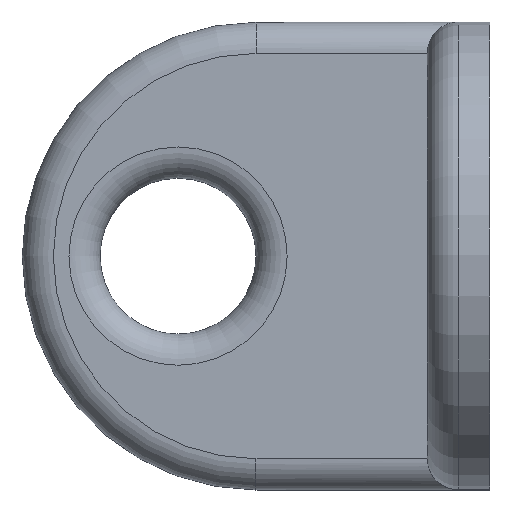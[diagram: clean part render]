
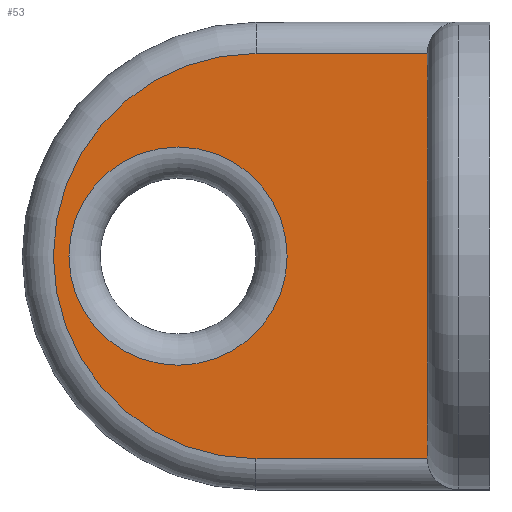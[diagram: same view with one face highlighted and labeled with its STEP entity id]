
A CAD part, top view. The second image highlights one B-rep face of the part: STEP entity #53.
In plain terms, the highlighted planar face has unit normal (0, 0, 1).
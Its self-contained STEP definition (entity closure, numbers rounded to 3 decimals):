
#53=ADVANCED_FACE('',(#215,#217),#219,.T.);
#215=FACE_BOUND('',#216,.T.);
#216=EDGE_LOOP('',(#357,#358,#359,#360));
#217=FACE_BOUND('',#218,.T.);
#218=EDGE_LOOP('',(#361));
#219=PLANE('',#220);
#220=AXIS2_PLACEMENT_3D('',#221,#222,#223);
#221=CARTESIAN_POINT('',(0.,0.,2.));
#222=DIRECTION('',(0.,0.,1.));
#223=DIRECTION('',(-1.,0.,0.));
#357=ORIENTED_EDGE('',*,*,#429,.F.);
#358=ORIENTED_EDGE('',*,*,#430,.T.);
#359=ORIENTED_EDGE('',*,*,#431,.F.);
#360=ORIENTED_EDGE('',*,*,#432,.F.);
#361=ORIENTED_EDGE('',*,*,#433,.T.);
#429=EDGE_CURVE('',#465,#466,#467,.T.);
#430=EDGE_CURVE('',#465,#468,#469,.T.);
#431=EDGE_CURVE('',#470,#468,#471,.T.);
#432=EDGE_CURVE('',#466,#470,#472,.F.);
#433=EDGE_CURVE('',#473,#473,#474,.T.);
#465=VERTEX_POINT('',#525);
#466=VERTEX_POINT('',#526);
#467=LINE('',#527,#528);
#468=VERTEX_POINT('',#530);
#469=LINE('',#531,#532);
#470=VERTEX_POINT('',#534);
#471=LINE('',#535,#536);
#472=CIRCLE('',#538,6.5);
#473=VERTEX_POINT('',#542);
#474=CIRCLE('',#543,3.5);
#525=CARTESIAN_POINT('',(5.5,-6.5,2.));
#526=CARTESIAN_POINT('',(0.,-6.5,2.));
#527=CARTESIAN_POINT('',(5.5,-6.5,2.));
#528=VECTOR('',#529,1.);
#529=DIRECTION('',(-1.,0.,0.));
#530=CARTESIAN_POINT('',(5.5,6.5,2.));
#531=CARTESIAN_POINT('',(5.5,-6.5,2.));
#532=VECTOR('',#533,1.);
#533=DIRECTION('',(0.,1.,0.));
#534=CARTESIAN_POINT('',(0.,6.5,2.));
#535=CARTESIAN_POINT('',(0.,6.5,2.));
#536=VECTOR('',#537,1.);
#537=DIRECTION('',(1.,0.,0.));
#538=AXIS2_PLACEMENT_3D('',#539,#540,#541);
#539=CARTESIAN_POINT('',(0.,0.,2.));
#540=DIRECTION('',(0.,0.,1.));
#541=DIRECTION('',(0.,1.,0.));
#542=CARTESIAN_POINT('',(-6.,0.,2.));
#543=AXIS2_PLACEMENT_3D('',#544,#545,#546);
#544=CARTESIAN_POINT('',(-2.5,0.,2.));
#545=DIRECTION('',(0.,0.,-1.));
#546=DIRECTION('',(-1.,0.,0.));
